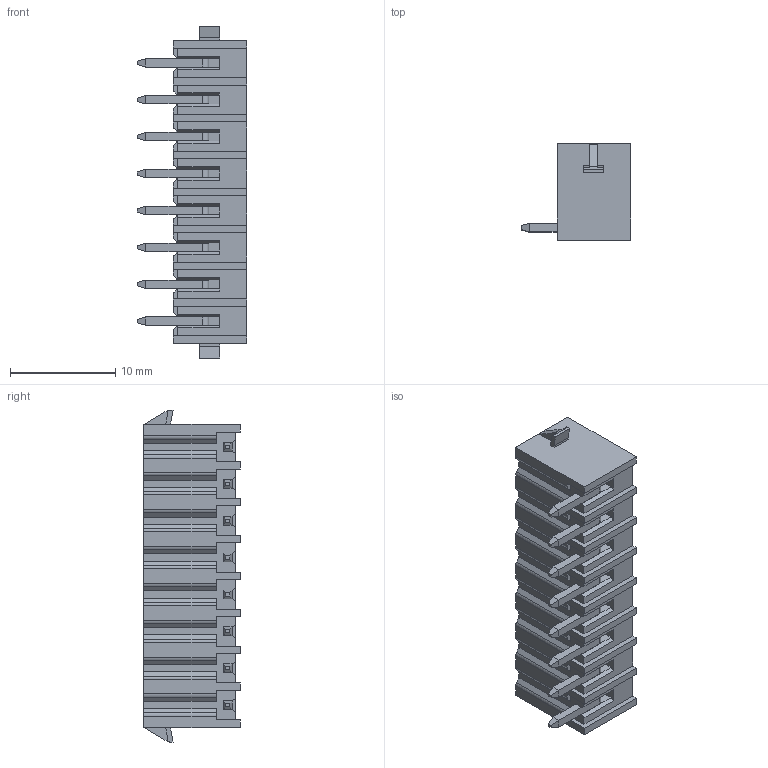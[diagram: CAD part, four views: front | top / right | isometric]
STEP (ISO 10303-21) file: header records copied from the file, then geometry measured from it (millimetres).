
FILE_DESCRIPTION((''),'2;1');
FILE_NAME('PRT0002','2024-10-12T',('sheji'),(''),'PRO/ENGINEER BY PARAMETRIC TECHNOLOGY CORPORATION, 2015240','PRO/ENGINEER BY PARAMETRIC TECHNOLOGY CORPORATION, 2015240','');
FILE_SCHEMA(('CONFIG_CONTROL_DESIGN'));
Length unit declared in the file: millimetre
Products named in the file (1): PRT0002
Bounding box: 10.4 x 9.2 x 31.5 mm (x, y, z)
Volume: 832.8 mm3; surface area: 2641.9 mm2
Topology: 9 solids, 9 shells, 524 faces, 1392 edges, 912 vertices
Faces by surface type: plane 426, cylinder 82, cone 16
Entity records: 16082 total; most frequent: CARTESIAN_POINT 3012, ORIENTED_EDGE 2784, DIRECTION 2528, EDGE_CURVE 1392, VECTOR 1176, LINE 1176, VERTEX_POINT 912, AXIS2_PLACEMENT_3D 676
